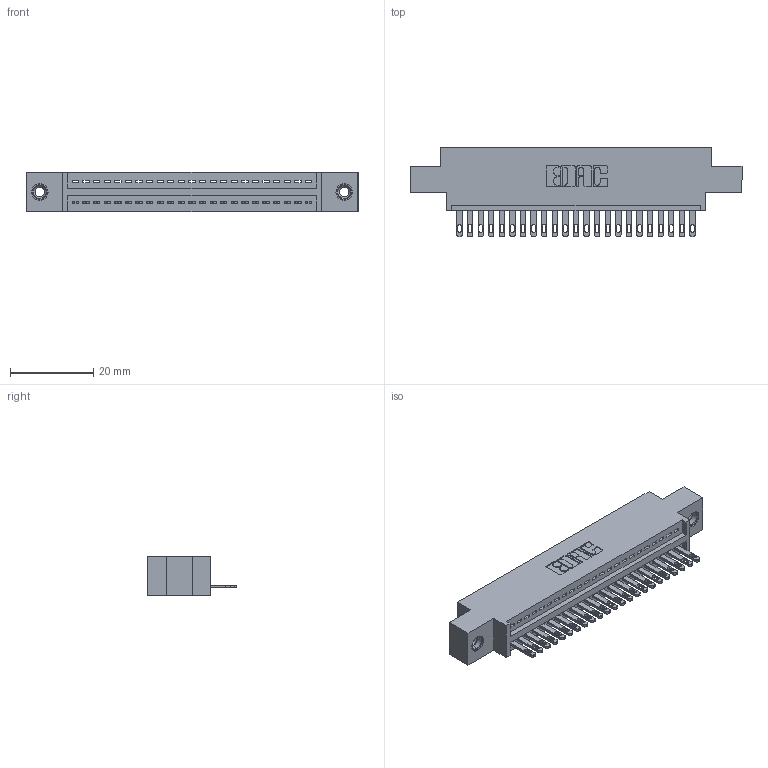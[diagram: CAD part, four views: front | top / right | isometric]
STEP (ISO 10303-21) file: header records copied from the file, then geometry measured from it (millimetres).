
FILE_DESCRIPTION (( 'STEP AP203' ), '1' );
FILE_NAME ('345-023-500-608.STEP', '2018-08-21T01:57:59', ( '' ), ( '' ), 'SwSTEP 2.0', 'SolidWorks 2016', '' );
FILE_SCHEMA (( 'CONFIG_CONTROL_DESIGN' ));
Length unit declared in the file: inch
Products named in the file (4): 345-292-001_345-293-100; 345-250-001_345-250-003-102; 345-023-500-608; 345 Part_0.170 Offset - 0.156 Dia-TI
Assembly tree (26 placements, depth 2):
  345-023-500-608
    345 Part_0.170 Offset - 0.156 Dia-TI
    345-292-001_345-293-100  x23
    345-250-001_345-250-003-102  x2
Bounding box: 79.63 x 21.51 x 9.4 mm (x, y, z)
Volume: 7301.9 mm3; surface area: 9642.7 mm2
Topology: 26 solids, 26 shells, 1432 faces, 4353 edges, 2894 vertices
Faces by surface type: plane 898, cylinder 518, cone 12, torus 4
Entity records: 21116 total; most frequent: CARTESIAN_POINT 3640, ORIENTED_EDGE 3590, DIRECTION 3235, EDGE_CURVE 1795, LINE 1547, VECTOR 1547, VERTEX_POINT 1192, AXIS2_PLACEMENT_3D 844
